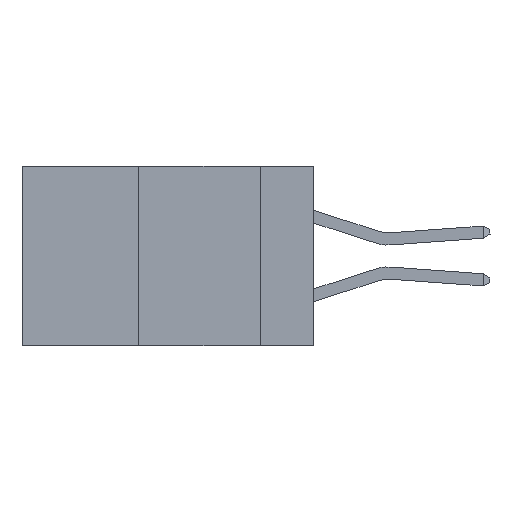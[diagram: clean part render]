
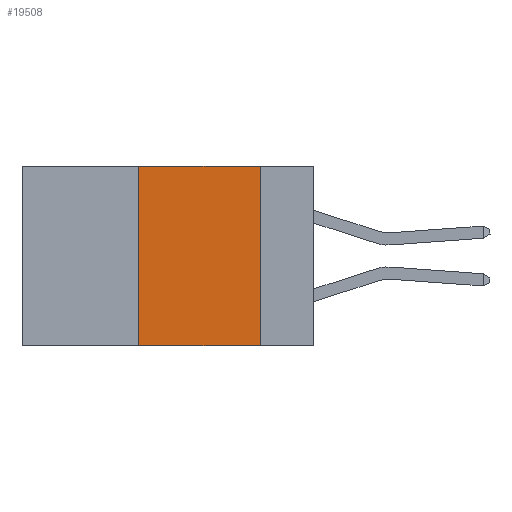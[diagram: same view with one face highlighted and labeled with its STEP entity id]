
A CAD part, left-side view. The second image highlights one B-rep face of the part: STEP entity #19508.
In plain terms, the highlighted planar face has unit normal (-1, 0, 0).
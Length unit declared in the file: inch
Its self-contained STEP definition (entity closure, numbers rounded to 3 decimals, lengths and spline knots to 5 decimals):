
#392 = CARTESIAN_POINT ( 'NONE',  ( 0., 0.36, 0. ) ) ;
#2314 = CARTESIAN_POINT ( 'NONE',  ( 0., 0.6, 0. ) ) ;
#2659 = VECTOR ( 'NONE', #6149, 39.37008 ) ;
#3855 = CARTESIAN_POINT ( 'NONE',  ( 0., 0.36, -0.37 ) ) ;
#4190 = EDGE_CURVE ( 'NONE', #5527, #8216, #8399, .T. ) ;
#5190 = ORIENTED_EDGE ( 'NONE', *, *, #17847, .F. ) ;
#5380 = DIRECTION ( 'NONE',  ( 0., 0., 1. ) ) ;
#5527 = VERTEX_POINT ( 'NONE', #3855 ) ;
#5544 = DIRECTION ( 'NONE',  ( 0., -1., 0. ) ) ;
#6017 = FACE_OUTER_BOUND ( 'NONE', #16963, .T. ) ;
#6149 = DIRECTION ( 'NONE',  ( 0., 0., -1. ) ) ;
#6260 = DIRECTION ( 'NONE',  ( 0., 0., -1. ) ) ;
#6676 = CARTESIAN_POINT ( 'NONE',  ( 0., 0.36, 0. ) ) ;
#6971 = LINE ( 'NONE', #21111, #2659 ) ;
#7927 = ORIENTED_EDGE ( 'NONE', *, *, #19933, .F. ) ;
#8216 = VERTEX_POINT ( 'NONE', #8920 ) ;
#8399 = LINE ( 'NONE', #21144, #13559 ) ;
#8920 = CARTESIAN_POINT ( 'NONE',  ( 0., 0.11, -0.37 ) ) ;
#9158 = LINE ( 'NONE', #392, #20031 ) ;
#9544 = DIRECTION ( 'NONE',  ( 0., -1., 0. ) ) ;
#9713 = VERTEX_POINT ( 'NONE', #20201 ) ;
#11344 = AXIS2_PLACEMENT_3D ( 'NONE', #19325, #16134, #6260 ) ;
#13559 = VECTOR ( 'NONE', #9544, 39.37008 ) ;
#14239 = ORIENTED_EDGE ( 'NONE', *, *, #16543, .F. ) ;
#15343 = LINE ( 'NONE', #2314, #19011 ) ;
#16134 = DIRECTION ( 'NONE',  ( 1., 0., 0. ) ) ;
#16543 = EDGE_CURVE ( 'NONE', #20216, #9713, #15343, .T. ) ;
#16963 = EDGE_LOOP ( 'NONE', ( #7927, #14239, #5190, #17693 ) ) ;
#17693 = ORIENTED_EDGE ( 'NONE', *, *, #4190, .T. ) ;
#17847 = EDGE_CURVE ( 'NONE', #5527, #20216, #9158, .T. ) ;
#19011 = VECTOR ( 'NONE', #5544, 39.37008 ) ;
#19325 = CARTESIAN_POINT ( 'NONE',  ( 0., 0.6, 0. ) ) ;
#19508 = ADVANCED_FACE ( 'NONE', ( #6017 ), #20869, .F. ) ;
#19933 = EDGE_CURVE ( 'NONE', #9713, #8216, #6971, .T. ) ;
#20031 = VECTOR ( 'NONE', #5380, 39.37008 ) ;
#20201 = CARTESIAN_POINT ( 'NONE',  ( 0., 0.11, 0. ) ) ;
#20216 = VERTEX_POINT ( 'NONE', #6676 ) ;
#20869 = PLANE ( 'NONE',  #11344 ) ;
#21111 = CARTESIAN_POINT ( 'NONE',  ( 0., 0.11, 0. ) ) ;
#21144 = CARTESIAN_POINT ( 'NONE',  ( 0., 0.6, -0.37 ) ) ;
